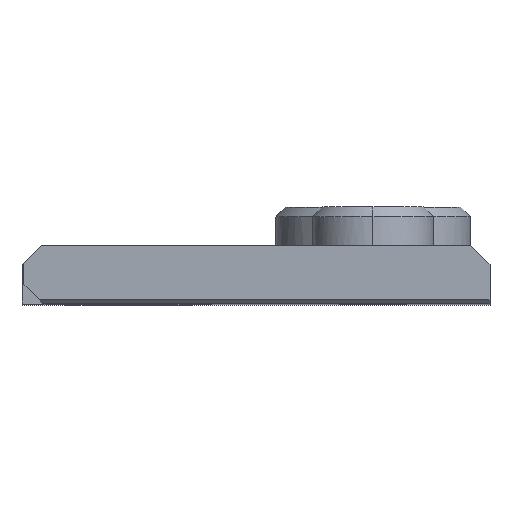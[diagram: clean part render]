
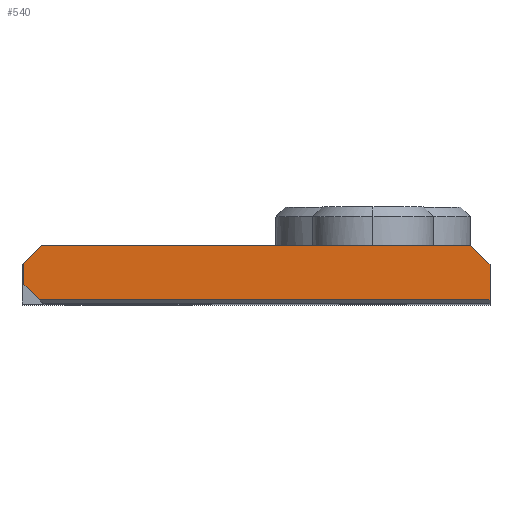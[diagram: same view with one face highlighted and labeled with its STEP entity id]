
A CAD part, top view. The second image highlights one B-rep face of the part: STEP entity #540.
In plain terms, the highlighted planar face has unit normal (0, 0, 1).
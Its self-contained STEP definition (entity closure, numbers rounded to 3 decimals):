
#2 = CARTESIAN_POINT ( 'NONE',  ( 7.084, 104.679, 59.472 ) ) ;
#27 = CARTESIAN_POINT ( 'NONE',  ( 7.084, 105.012, 59.472 ) ) ;
#34 = EDGE_CURVE ( 'NONE', #2078, #1582, #616, .T. ) ;
#60 = CARTESIAN_POINT ( 'NONE',  ( 22.65, 106.679, 59.472 ) ) ;
#61 = EDGE_CURVE ( 'NONE', #2002, #2103, #1094, .T. ) ;
#93 = AXIS2_PLACEMENT_3D ( 'NONE', #1597, #894, #736 ) ;
#135 = CARTESIAN_POINT ( 'NONE',  ( 30.984, 105.079, 59.472 ) ) ;
#156 = CARTESIAN_POINT ( 'NONE',  ( 7.017, 105.679, 59.472 ) ) ;
#173 = CARTESIAN_POINT ( 'NONE',  ( 30.984, 103.879, 59.472 ) ) ;
#224 = ORIENTED_EDGE ( 'NONE', *, *, #1661, .F. ) ;
#227 = VERTEX_POINT ( 'NONE', #354 ) ;
#295 = EDGE_CURVE ( 'NONE', #2002, #2078, #770, .T. ) ;
#320 = CARTESIAN_POINT ( 'NONE',  ( 30.984, 105.679, 59.472 ) ) ;
#328 = CARTESIAN_POINT ( 'NONE',  ( 7.084, 105.679, 59.472 ) ) ;
#354 = CARTESIAN_POINT ( 'NONE',  ( 6.984, 105.679, 59.472 ) ) ;
#358 = CARTESIAN_POINT ( 'NONE',  ( 30.984, 105.679, 59.472 ) ) ;
#364 = FACE_OUTER_BOUND ( 'NONE', #2130, .T. ) ;
#369 = CARTESIAN_POINT ( 'NONE',  ( 7.084, 105.345, 59.472 ) ) ;
#395 = ORIENTED_EDGE ( 'NONE', *, *, #295, .F. ) ;
#435 = CARTESIAN_POINT ( 'NONE',  ( 15.317, 106.679, 59.472 ) ) ;
#465 = ORIENTED_EDGE ( 'NONE', *, *, #1088, .F. ) ;
#489 = ORIENTED_EDGE ( 'NONE', *, *, #34, .F. ) ;
#510 = CARTESIAN_POINT ( 'NONE',  ( 7.884, 103.879, 59.472 ) ) ;
#540 = ADVANCED_FACE ( 'NONE', ( #364 ), #1576, .F. ) ;
#550 = ORIENTED_EDGE ( 'NONE', *, *, #2156, .T. ) ;
#613 = CARTESIAN_POINT ( 'NONE',  ( 30.984, 104.479, 59.472 ) ) ;
#616 = B_SPLINE_CURVE_WITH_KNOTS ( 'NONE', 3,
 ( #1114, #1441, #927, #1799 ),
 .UNSPECIFIED., .F., .F.,
 ( 4, 4 ),
 ( 0., 1. ),
 .UNSPECIFIED. ) ;
#665 = CARTESIAN_POINT ( 'NONE',  ( 7.084, 105.679, 59.472 ) ) ;
#702 = CARTESIAN_POINT ( 'NONE',  ( 7.084, 105.679, 59.472 ) ) ;
#708 = CARTESIAN_POINT ( 'NONE',  ( 7.65, 106.345, 59.472 ) ) ;
#710 = CARTESIAN_POINT ( 'NONE',  ( 15.584, 103.879, 59.472 ) ) ;
#733 = ORIENTED_EDGE ( 'NONE', *, *, #1267, .T. ) ;
#736 = DIRECTION ( 'NONE',  ( 0., -1., 0. ) ) ;
#770 = B_SPLINE_CURVE_WITH_KNOTS ( 'NONE', 3,
 ( #173, #1880, #710, #1895 ),
 .UNSPECIFIED., .F., .F.,
 ( 4, 4 ),
 ( 0., 1. ),
 .UNSPECIFIED. ) ;
#856 = ORIENTED_EDGE ( 'NONE', *, *, #1243, .F. ) ;
#862 = ORIENTED_EDGE ( 'NONE', *, *, #61, .T. ) ;
#894 = DIRECTION ( 'NONE',  ( 0., 0., -1. ) ) ;
#902 = CARTESIAN_POINT ( 'NONE',  ( 29.984, 106.679, 59.472 ) ) ;
#908 = VERTEX_POINT ( 'NONE', #1963 ) ;
#912 = VERTEX_POINT ( 'NONE', #902 ) ;
#927 = CARTESIAN_POINT ( 'NONE',  ( 7.35, 104.412, 59.472 ) ) ;
#983 = B_SPLINE_CURVE_WITH_KNOTS ( 'NONE', 3,
 ( #1251, #60, #435, #1075 ),
 .UNSPECIFIED., .F., .F.,
 ( 4, 4 ),
 ( 0., 1. ),
 .UNSPECIFIED. ) ;
#1051 = VERTEX_POINT ( 'NONE', #665 ) ;
#1060 = CARTESIAN_POINT ( 'NONE',  ( 6.984, 105.679, 59.472 ) ) ;
#1070 = CARTESIAN_POINT ( 'NONE',  ( 29.984, 106.679, 59.472 ) ) ;
#1075 = CARTESIAN_POINT ( 'NONE',  ( 7.984, 106.679, 59.472 ) ) ;
#1088 = EDGE_CURVE ( 'NONE', #1051, #227, #2063, .T. ) ;
#1094 = B_SPLINE_CURVE_WITH_KNOTS ( 'NONE', 3,
 ( #1491, #613, #135, #320 ),
 .UNSPECIFIED., .F., .F.,
 ( 4, 4 ),
 ( 0., 1. ),
 .UNSPECIFIED. ) ;
#1114 = CARTESIAN_POINT ( 'NONE',  ( 7.884, 103.879, 59.472 ) ) ;
#1195 = CARTESIAN_POINT ( 'NONE',  ( 7.084, 104.679, 59.472 ) ) ;
#1243 = EDGE_CURVE ( 'NONE', #912, #2103, #1744, .T. ) ;
#1251 = CARTESIAN_POINT ( 'NONE',  ( 29.984, 106.679, 59.472 ) ) ;
#1267 = EDGE_CURVE ( 'NONE', #912, #908, #983, .T. ) ;
#1389 = CARTESIAN_POINT ( 'NONE',  ( 30.317, 106.345, 59.472 ) ) ;
#1399 = CARTESIAN_POINT ( 'NONE',  ( 30.984, 105.679, 59.472 ) ) ;
#1441 = CARTESIAN_POINT ( 'NONE',  ( 7.617, 104.145, 59.472 ) ) ;
#1491 = CARTESIAN_POINT ( 'NONE',  ( 30.984, 103.879, 59.472 ) ) ;
#1576 = PLANE ( 'NONE',  #93 ) ;
#1582 = VERTEX_POINT ( 'NONE', #2 ) ;
#1597 = CARTESIAN_POINT ( 'NONE',  ( 30.984, 106.679, 59.472 ) ) ;
#1657 = CARTESIAN_POINT ( 'NONE',  ( 7.05, 105.679, 59.472 ) ) ;
#1661 = EDGE_CURVE ( 'NONE', #1582, #1051, #2036, .T. ) ;
#1693 = CARTESIAN_POINT ( 'NONE',  ( 7.984, 106.679, 59.472 ) ) ;
#1744 = B_SPLINE_CURVE_WITH_KNOTS ( 'NONE', 3,
 ( #1070, #1389, #1918, #1399 ),
 .UNSPECIFIED., .F., .F.,
 ( 4, 4 ),
 ( 0., 1. ),
 .UNSPECIFIED. ) ;
#1799 = CARTESIAN_POINT ( 'NONE',  ( 7.084, 104.679, 59.472 ) ) ;
#1847 = CARTESIAN_POINT ( 'NONE',  ( 6.984, 105.679, 59.472 ) ) ;
#1878 = CARTESIAN_POINT ( 'NONE',  ( 30.984, 103.879, 59.472 ) ) ;
#1880 = CARTESIAN_POINT ( 'NONE',  ( 23.284, 103.879, 59.472 ) ) ;
#1895 = CARTESIAN_POINT ( 'NONE',  ( 7.884, 103.879, 59.472 ) ) ;
#1910 = CARTESIAN_POINT ( 'NONE',  ( 7.317, 106.012, 59.472 ) ) ;
#1918 = CARTESIAN_POINT ( 'NONE',  ( 30.65, 106.012, 59.472 ) ) ;
#1963 = CARTESIAN_POINT ( 'NONE',  ( 7.984, 106.679, 59.472 ) ) ;
#2002 = VERTEX_POINT ( 'NONE', #1878 ) ;
#2036 = B_SPLINE_CURVE_WITH_KNOTS ( 'NONE', 3,
 ( #1195, #27, #369, #702 ),
 .UNSPECIFIED., .F., .F.,
 ( 4, 4 ),
 ( 0., 1. ),
 .UNSPECIFIED. ) ;
#2063 = B_SPLINE_CURVE_WITH_KNOTS ( 'NONE', 3,
 ( #328, #1657, #156, #1847 ),
 .UNSPECIFIED., .F., .F.,
 ( 4, 4 ),
 ( 0., 1. ),
 .UNSPECIFIED. ) ;
#2077 = B_SPLINE_CURVE_WITH_KNOTS ( 'NONE', 3,
 ( #1693, #708, #1910, #1060 ),
 .UNSPECIFIED., .F., .F.,
 ( 4, 4 ),
 ( 0., 1. ),
 .UNSPECIFIED. ) ;
#2078 = VERTEX_POINT ( 'NONE', #510 ) ;
#2103 = VERTEX_POINT ( 'NONE', #358 ) ;
#2130 = EDGE_LOOP ( 'NONE', ( #395, #862, #856, #733, #550, #465, #224, #489 ) ) ;
#2156 = EDGE_CURVE ( 'NONE', #908, #227, #2077, .T. ) ;
